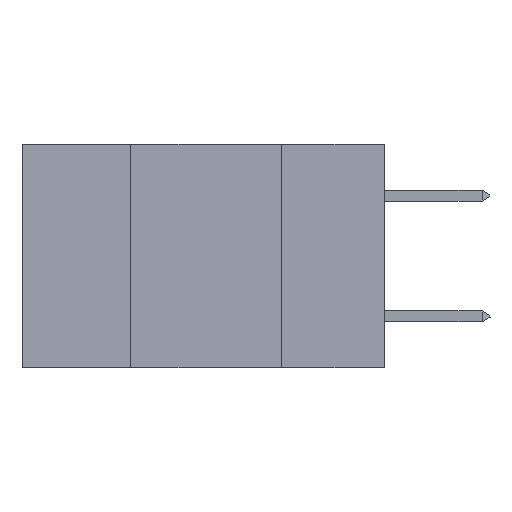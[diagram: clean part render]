
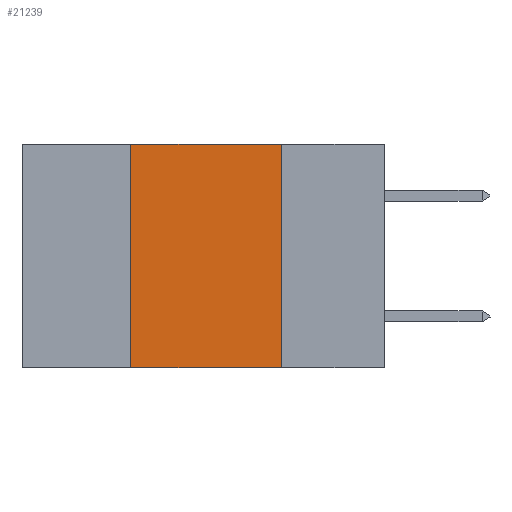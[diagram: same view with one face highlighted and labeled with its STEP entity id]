
A CAD part, left-side view. The second image highlights one B-rep face of the part: STEP entity #21239.
In plain terms, the highlighted planar face has unit normal (-1, 0, 0).
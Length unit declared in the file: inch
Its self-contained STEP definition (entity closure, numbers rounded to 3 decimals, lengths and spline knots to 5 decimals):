
#71 = PLANE ( 'NONE',  #4607 ) ;
#588 = CARTESIAN_POINT ( 'NONE',  ( 0., 0.42, -0.37 ) ) ;
#932 = LINE ( 'NONE', #4209, #20711 ) ;
#1186 = LINE ( 'NONE', #17655, #14211 ) ;
#3080 = VERTEX_POINT ( 'NONE', #588 ) ;
#3254 = LINE ( 'NONE', #14160, #11737 ) ;
#3886 = DIRECTION ( 'NONE',  ( 0., 0., 1. ) ) ;
#4209 = CARTESIAN_POINT ( 'NONE',  ( 0., 0.6, -0.37 ) ) ;
#4281 = FACE_OUTER_BOUND ( 'NONE', #19254, .T. ) ;
#4389 = CARTESIAN_POINT ( 'NONE',  ( 0., 0.6, 0. ) ) ;
#4607 = AXIS2_PLACEMENT_3D ( 'NONE', #15481, #5267, #5413 ) ;
#5224 = LINE ( 'NONE', #4389, #10753 ) ;
#5267 = DIRECTION ( 'NONE',  ( 1., 0., 0. ) ) ;
#5413 = DIRECTION ( 'NONE',  ( 0., 0., -1. ) ) ;
#6000 = ORIENTED_EDGE ( 'NONE', *, *, #9409, .F. ) ;
#6050 = DIRECTION ( 'NONE',  ( 0., -1., 0. ) ) ;
#6962 = VERTEX_POINT ( 'NONE', #12907 ) ;
#9266 = ORIENTED_EDGE ( 'NONE', *, *, #16100, .F. ) ;
#9409 = EDGE_CURVE ( 'NONE', #18061, #6962, #5224, .T. ) ;
#10753 = VECTOR ( 'NONE', #6050, 39.37008 ) ;
#11737 = VECTOR ( 'NONE', #3886, 39.37008 ) ;
#12907 = CARTESIAN_POINT ( 'NONE',  ( 0., 0.17, 0. ) ) ;
#13328 = ORIENTED_EDGE ( 'NONE', *, *, #14795, .F. ) ;
#14160 = CARTESIAN_POINT ( 'NONE',  ( 0., 0.42, 0. ) ) ;
#14211 = VECTOR ( 'NONE', #20781, 39.37008 ) ;
#14795 = EDGE_CURVE ( 'NONE', #6962, #19467, #1186, .T. ) ;
#15481 = CARTESIAN_POINT ( 'NONE',  ( 0., 0.6, 0. ) ) ;
#16100 = EDGE_CURVE ( 'NONE', #3080, #18061, #3254, .T. ) ;
#16144 = DIRECTION ( 'NONE',  ( 0., -1., 0. ) ) ;
#17655 = CARTESIAN_POINT ( 'NONE',  ( 0., 0.17, 0. ) ) ;
#17715 = CARTESIAN_POINT ( 'NONE',  ( 0., 0.42, 0. ) ) ;
#18061 = VERTEX_POINT ( 'NONE', #17715 ) ;
#18899 = ORIENTED_EDGE ( 'NONE', *, *, #19500, .T. ) ;
#19254 = EDGE_LOOP ( 'NONE', ( #13328, #6000, #9266, #18899 ) ) ;
#19467 = VERTEX_POINT ( 'NONE', #21136 ) ;
#19500 = EDGE_CURVE ( 'NONE', #3080, #19467, #932, .T. ) ;
#20711 = VECTOR ( 'NONE', #16144, 39.37008 ) ;
#20781 = DIRECTION ( 'NONE',  ( 0., 0., -1. ) ) ;
#21136 = CARTESIAN_POINT ( 'NONE',  ( 0., 0.17, -0.37 ) ) ;
#21239 = ADVANCED_FACE ( 'NONE', ( #4281 ), #71, .F. ) ;
